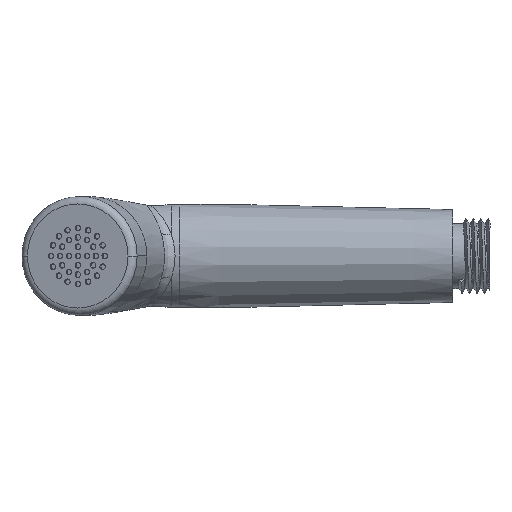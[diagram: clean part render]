
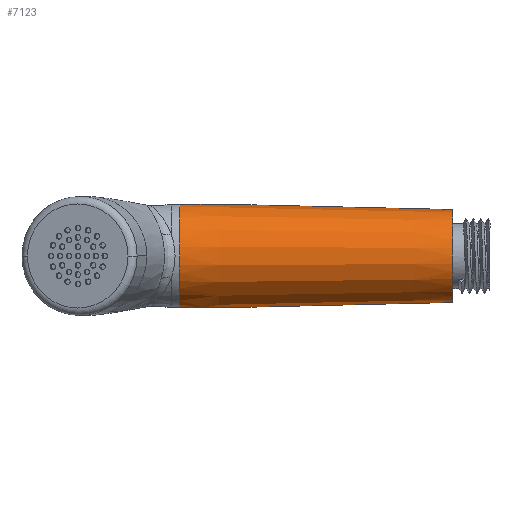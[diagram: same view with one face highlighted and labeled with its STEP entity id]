
A CAD part, left-side view. The second image highlights one B-rep face of the part: STEP entity #7123.
In plain terms, the highlighted conical face has half-angle 1.322 degrees and reference radius 14.196 mm.
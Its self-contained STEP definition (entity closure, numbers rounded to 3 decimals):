
#28 = CARTESIAN_POINT ( 'NONE',  ( 0., 83.48, 14.196 ) ) ;
#200 = CARTESIAN_POINT ( 'NONE',  ( 0., 83.48, 0. ) ) ;
#260 = EDGE_LOOP ( 'NONE', ( #5786, #7358, #8550, #1073, #3701, #2963 ) ) ;
#330 = CARTESIAN_POINT ( 'NONE',  ( -3.312, 83.48, -13.804 ) ) ;
#458 = VECTOR ( 'NONE', #775, 1000. ) ;
#755 = VECTOR ( 'NONE', #7190, 1000. ) ;
#775 = DIRECTION ( 'NONE',  ( 0., 1., 0.023 ) ) ;
#779 = VERTEX_POINT ( 'NONE', #330 ) ;
#1073 = ORIENTED_EDGE ( 'NONE', *, *, #6400, .F. ) ;
#1253 = CARTESIAN_POINT ( 'NONE',  ( -3.312, 83.48, 13.804 ) ) ;
#1258 = DIRECTION ( 'NONE',  ( 0., 1., 0. ) ) ;
#1380 = LINE ( 'NONE', #28, #458 ) ;
#1453 = DIRECTION ( 'NONE',  ( 0., 1., 0. ) ) ;
#1720 = CARTESIAN_POINT ( 'NONE',  ( -3.312, 83.48, 13.804 ) ) ;
#1839 = CARTESIAN_POINT ( 'NONE',  ( -2.206, 76.867, 13.912 ) ) ;
#1858 = CARTESIAN_POINT ( 'NONE',  ( 0., 10., -12.5 ) ) ;
#1859 = EDGE_CURVE ( 'NONE', #2886, #3357, #8837, .T. ) ;
#2100 = DIRECTION ( 'NONE',  ( 0., 0., 1. ) ) ;
#2139 = EDGE_CURVE ( 'NONE', #779, #8117, #8893, .T. ) ;
#2886 = VERTEX_POINT ( 'NONE', #1858 ) ;
#2963 = ORIENTED_EDGE ( 'NONE', *, *, #5997, .F. ) ;
#3044 = CARTESIAN_POINT ( 'NONE',  ( 0., 83.48, -14.196 ) ) ;
#3357 = VERTEX_POINT ( 'NONE', #6637 ) ;
#3367 = EDGE_CURVE ( 'NONE', #2886, #5689, #5946, .T. ) ;
#3591 = CARTESIAN_POINT ( 'NONE',  ( -3.312, 83.48, -13.804 ) ) ;
#3697 = DIRECTION ( 'NONE',  ( 0., 0., 1. ) ) ;
#3701 = ORIENTED_EDGE ( 'NONE', *, *, #2139, .F. ) ;
#3902 = CARTESIAN_POINT ( 'NONE',  ( -1.101, 72.537, 13.943 ) ) ;
#4042 = CARTESIAN_POINT ( 'NONE',  ( 0., 70.502, 13.896 ) ) ;
#4198 = CONICAL_SURFACE ( 'NONE', #6703, 14.196, 0.023 ) ;
#4641 = CARTESIAN_POINT ( 'NONE',  ( 0., 70.502, -13.896 ) ) ;
#4910 = DIRECTION ( 'NONE',  ( 0., 1., 0. ) ) ;
#5548 = FACE_OUTER_BOUND ( 'NONE', #260, .T. ) ;
#5556 =( BOUNDED_CURVE ( )  B_SPLINE_CURVE ( 3, ( #6321, #7105, #8575, #3591 ),
 .UNSPECIFIED., .F., .T. ) 
 B_SPLINE_CURVE_WITH_KNOTS ( ( 4, 4 ),
 ( 3.187, 3.291 ),
 .UNSPECIFIED. ) 
 CURVE ( )  GEOMETRIC_REPRESENTATION_ITEM ( )  RATIONAL_B_SPLINE_CURVE ( ( 1., 0.999, 0.999, 1. ) ) 
 REPRESENTATION_ITEM ( '' )  );
#5689 = VERTEX_POINT ( 'NONE', #4641 ) ;
#5786 = ORIENTED_EDGE ( 'NONE', *, *, #3367, .F. ) ;
#5927 = VERTEX_POINT ( 'NONE', #8258 ) ;
#5946 = LINE ( 'NONE', #3044, #755 ) ;
#5997 = EDGE_CURVE ( 'NONE', #5689, #779, #5556, .T. ) ;
#6083 = CARTESIAN_POINT ( 'NONE',  ( 0., 10., 0. ) ) ;
#6193 = CARTESIAN_POINT ( 'NONE',  ( 0., 83.48, 0. ) ) ;
#6321 = CARTESIAN_POINT ( 'NONE',  ( 0., 70.502, -13.896 ) ) ;
#6400 = EDGE_CURVE ( 'NONE', #8117, #5927, #7098, .T. ) ;
#6538 = AXIS2_PLACEMENT_3D ( 'NONE', #200, #4910, #3697 ) ;
#6637 = CARTESIAN_POINT ( 'NONE',  ( 0., 10., 12.5 ) ) ;
#6703 = AXIS2_PLACEMENT_3D ( 'NONE', #6193, #1453, #2100 ) ;
#7098 =( BOUNDED_CURVE ( )  B_SPLINE_CURVE ( 3, ( #1253, #1839, #3902, #4042 ),
 .UNSPECIFIED., .F., .T. ) 
 B_SPLINE_CURVE_WITH_KNOTS ( ( 4, 4 ),
 ( 2.992, 3.096 ),
 .UNSPECIFIED. ) 
 CURVE ( )  GEOMETRIC_REPRESENTATION_ITEM ( )  RATIONAL_B_SPLINE_CURVE ( ( 1., 0.999, 0.999, 1. ) ) 
 REPRESENTATION_ITEM ( '' )  );
#7105 = CARTESIAN_POINT ( 'NONE',  ( -1.101, 72.537, -13.943 ) ) ;
#7123 = ADVANCED_FACE ( 'NONE', ( #5548 ), #4198, .T. ) ;
#7190 = DIRECTION ( 'NONE',  ( 0., 1., -0.023 ) ) ;
#7358 = ORIENTED_EDGE ( 'NONE', *, *, #1859, .T. ) ;
#7947 = AXIS2_PLACEMENT_3D ( 'NONE', #6083, #1258, #8858 ) ;
#8117 = VERTEX_POINT ( 'NONE', #1720 ) ;
#8258 = CARTESIAN_POINT ( 'NONE',  ( 0., 70.502, 13.896 ) ) ;
#8550 = ORIENTED_EDGE ( 'NONE', *, *, #8843, .T. ) ;
#8575 = CARTESIAN_POINT ( 'NONE',  ( -2.206, 76.867, -13.912 ) ) ;
#8837 = CIRCLE ( 'NONE', #7947, 12.5 ) ;
#8843 = EDGE_CURVE ( 'NONE', #3357, #5927, #1380, .T. ) ;
#8858 = DIRECTION ( 'NONE',  ( 0., 0., 1. ) ) ;
#8893 = CIRCLE ( 'NONE', #6538, 14.196 ) ;
